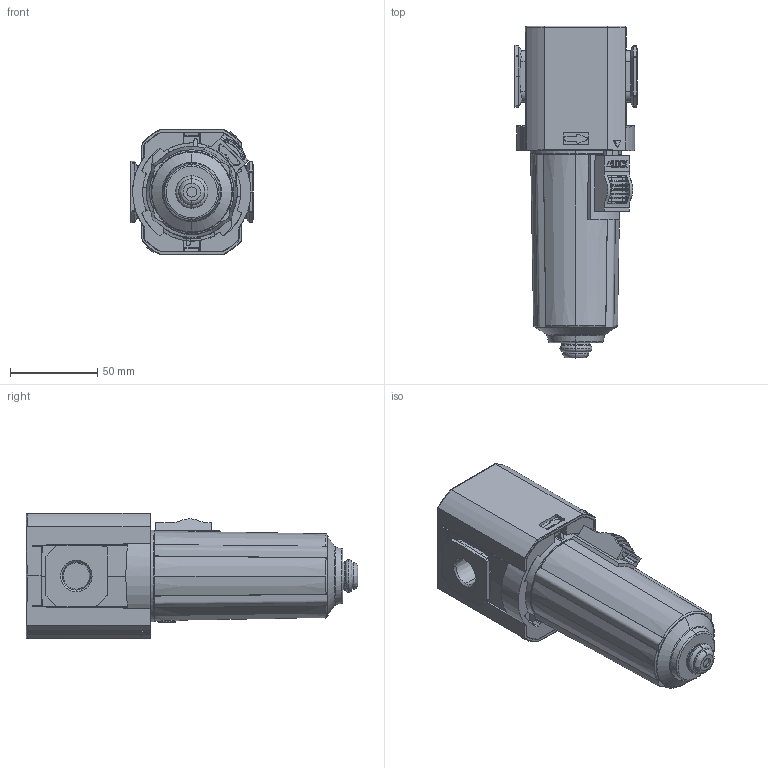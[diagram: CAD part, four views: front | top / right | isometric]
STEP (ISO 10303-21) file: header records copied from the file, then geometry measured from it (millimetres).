
FILE_DESCRIPTION (( 'STEP AP203' ), '1' );
FILE_NAME ('F84V-3AN-EMA.step', '2021-09-07T18:32:54', ( '' ), ( '' ), 'SwSTEP 2.0', 'SolidWorks 2021', '' );
FILE_SCHEMA (( 'CONFIG_CONTROL_DESIGN' ));
Length unit declared in the file: inch
Products named in the file (1): F84V-3AN-EMA
Bounding box: 70.25 x 190.7 x 72 mm (x, y, z)
Volume: 444963 mm3; surface area: 95052.6 mm2
Topology: 5 solids, 5 shells, 998 faces, 2712 edges, 1756 vertices
Faces by surface type: plane 416, cylinder 364, bspline 122, cone 84, torus 12
Entity records: 35400 total; most frequent: CARTESIAN_POINT 11220, ORIENTED_EDGE 5416, DIRECTION 4709, EDGE_CURVE 2708, VERTEX_POINT 1756, AXIS2_PLACEMENT_3D 1698, VECTOR 1313, LINE 1313
